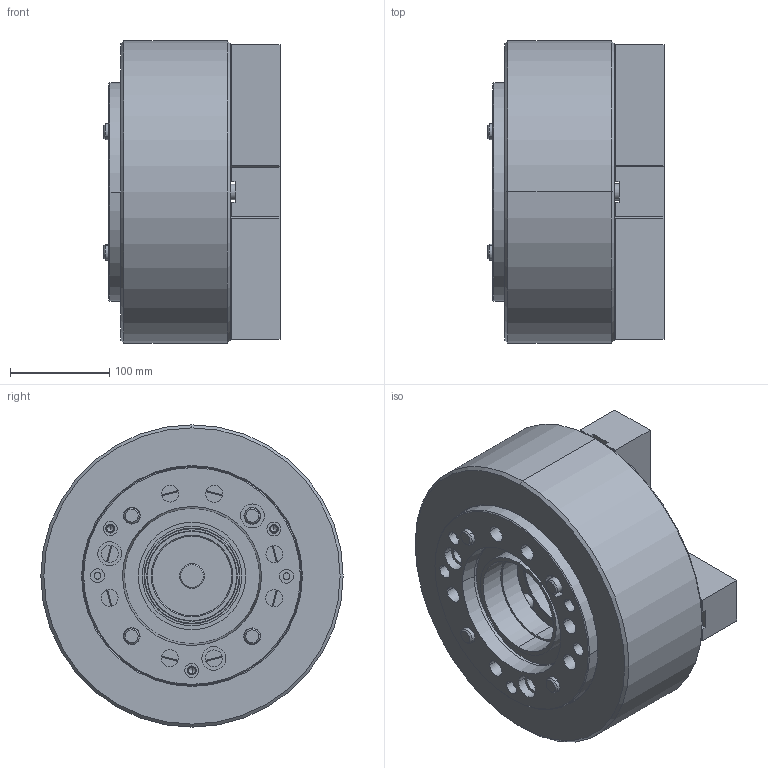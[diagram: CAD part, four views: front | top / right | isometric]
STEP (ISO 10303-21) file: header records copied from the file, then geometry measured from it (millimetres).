
FILE_DESCRIPTION (( 'STEP AP203' ), '1' );
FILE_NAME ('CF-4H-12A8.STEP', '2019-12-27T08:38:42', ( 'temp' ), ( '' ), 'SwSTEP 2.0', 'SolidWorks 2016', '' );
FILE_SCHEMA (( 'CONFIG_CONTROL_DESIGN' ));
Length unit declared in the file: metre
Products named in the file (10): 半圓頭六角孔螺栓_M6x10; SJ-12H; 圓頭內六角螺栓_M16x40; 圓頭內六角螺栓_M16x110; 3H-10-11000-A8法蘭; CF-4H-12-01000; CF-4H-12A8; CF-4H-12-02000; CF-4H-12-08000; CF-4H-12-05000
Assembly tree (25 placements, depth 2):
  CF-4H-12A8
    CF-4H-12-01000
    CF-4H-12-02000
    CF-4H-12-08000
    CF-4H-12-05000
    半圓頭六角孔螺栓_M6x10  x4
    SJ-12H  x4
    圓頭內六角螺栓_M16x40  x8
    圓頭內六角螺栓_M16x110  x4
    3H-10-11000-A8法蘭
Bounding box: 177 x 304 x 304 mm (x, y, z)
Volume: 8046678.6 mm3; surface area: 734209.9 mm2
Topology: 25 solids, 25 shells, 2945 faces, 8271 edges, 5430 vertices
Faces by surface type: plane 1984, cylinder 790, cone 154, torus 17
Entity records: 30600 total; most frequent: CARTESIAN_POINT 6094, ORIENTED_EDGE 5006, DIRECTION 4560, EDGE_CURVE 2503, LINE 1718, VECTOR 1718, VERTEX_POINT 1643, AXIS2_PLACEMENT_3D 1421
